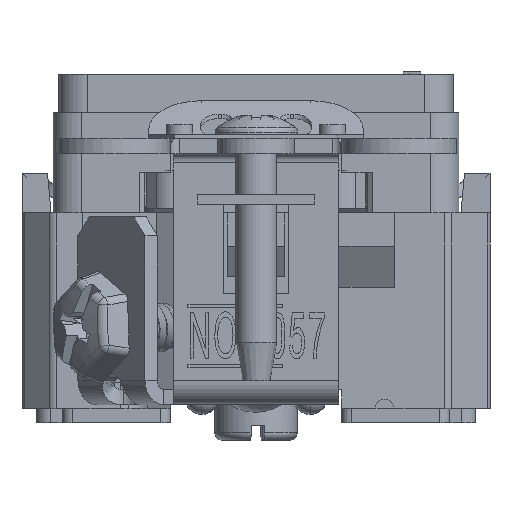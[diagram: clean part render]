
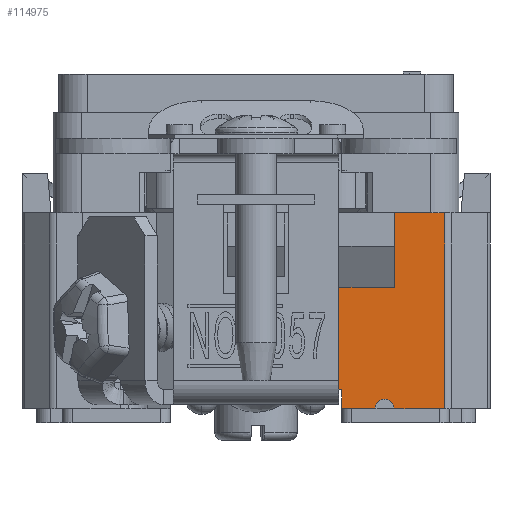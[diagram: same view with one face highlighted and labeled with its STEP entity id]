
A CAD part, front view. The second image highlights one B-rep face of the part: STEP entity #114975.
In plain terms, the highlighted planar face has unit normal (0, -1, 0).
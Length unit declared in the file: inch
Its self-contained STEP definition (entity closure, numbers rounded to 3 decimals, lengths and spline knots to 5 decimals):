
#160 = AXIS2_PLACEMENT_3D ( 'NONE', #56371, #25275, #98298 ) ;
#1291 = ORIENTED_EDGE ( 'NONE', *, *, #113781, .F. ) ;
#2052 = EDGE_CURVE ( 'NONE', #42271, #16571, #50769, .T. ) ;
#4305 = LINE ( 'NONE', #118713, #45553 ) ;
#5018 = CARTESIAN_POINT ( 'NONE',  ( 0., -1.2135, -0.32 ) ) ;
#6824 = VERTEX_POINT ( 'NONE', #27981 ) ;
#9060 = CARTESIAN_POINT ( 'NONE',  ( 0.61666, -1.2135, -0.32 ) ) ;
#13217 = LINE ( 'NONE', #53972, #136020 ) ;
#13417 = VECTOR ( 'NONE', #111752, 39.37008 ) ;
#16172 = CARTESIAN_POINT ( 'NONE',  ( 0.389, -1.2135, -0.32 ) ) ;
#16571 = VERTEX_POINT ( 'NONE', #16172 ) ;
#16887 = CARTESIAN_POINT ( 'NONE',  ( 0.25122, -1.2135, 0.076 ) ) ;
#17591 = CARTESIAN_POINT ( 'NONE',  ( 0., -1.2135, -0.258 ) ) ;
#19114 = EDGE_CURVE ( 'NONE', #85997, #95213, #79136, .T. ) ;
#19421 = CARTESIAN_POINT ( 'NONE',  ( 0.61666, -1.2135, -0.32 ) ) ;
#21977 = ORIENTED_EDGE ( 'NONE', *, *, #121517, .F. ) ;
#22178 = VERTEX_POINT ( 'NONE', #50892 ) ;
#22434 = CARTESIAN_POINT ( 'NONE',  ( 0.281, -1.2135, -0.32 ) ) ;
#24731 = VECTOR ( 'NONE', #61492, 39.37008 ) ;
#25275 = DIRECTION ( 'NONE',  ( 0., -1., 0. ) ) ;
#26091 = CARTESIAN_POINT ( 'NONE',  ( 0.25122, -1.2135, -0.32 ) ) ;
#26967 = EDGE_CURVE ( 'NONE', #54043, #22178, #30459, .T. ) ;
#27981 = CARTESIAN_POINT ( 'NONE',  ( 0.453, -1.2135, 0.32 ) ) ;
#29103 = VECTOR ( 'NONE', #36043, 39.37008 ) ;
#30459 = LINE ( 'NONE', #19421, #24731 ) ;
#31331 = FACE_OUTER_BOUND ( 'NONE', #65159, .T. ) ;
#31396 = VECTOR ( 'NONE', #88816, 39.37008 ) ;
#36043 = DIRECTION ( 'NONE',  ( 1., 0., 0. ) ) ;
#37354 = CARTESIAN_POINT ( 'NONE',  ( 0.453, -1.2135, 0.076 ) ) ;
#38949 = LINE ( 'NONE', #17591, #105334 ) ;
#42271 = VERTEX_POINT ( 'NONE', #59489 ) ;
#42597 = AXIS2_PLACEMENT_3D ( 'NONE', #5018, #58145, #66408 ) ;
#44039 = DIRECTION ( 'NONE',  ( 0., 0., 1. ) ) ;
#45553 = VECTOR ( 'NONE', #108393, 39.37008 ) ;
#48486 = VERTEX_POINT ( 'NONE', #37354 ) ;
#49326 = ORIENTED_EDGE ( 'NONE', *, *, #94193, .T. ) ;
#50769 = CIRCLE ( 'NONE', #160, 0.031 ) ;
#50892 = CARTESIAN_POINT ( 'NONE',  ( 0.61666, -1.2135, 0.32 ) ) ;
#51758 = LINE ( 'NONE', #60726, #13417 ) ;
#53972 = CARTESIAN_POINT ( 'NONE',  ( 0., -1.2135, -0.32 ) ) ;
#54043 = VERTEX_POINT ( 'NONE', #9060 ) ;
#56371 = CARTESIAN_POINT ( 'NONE',  ( 0.42, -1.2135, -0.32 ) ) ;
#56535 = CARTESIAN_POINT ( 'NONE',  ( 0.453, -1.2135, -0.32 ) ) ;
#56680 = EDGE_CURVE ( 'NONE', #42271, #54043, #4305, .T. ) ;
#58145 = DIRECTION ( 'NONE',  ( 0., -1., 0. ) ) ;
#58729 = VECTOR ( 'NONE', #67281, 39.37008 ) ;
#59489 = CARTESIAN_POINT ( 'NONE',  ( 0.451, -1.2135, -0.32 ) ) ;
#60726 = CARTESIAN_POINT ( 'NONE',  ( 0., -1.2135, -0.258 ) ) ;
#61492 = DIRECTION ( 'NONE',  ( 0., 0., 1. ) ) ;
#61737 = DIRECTION ( 'NONE',  ( -1., 0., 0. ) ) ;
#63281 = VERTEX_POINT ( 'NONE', #123983 ) ;
#65159 = EDGE_LOOP ( 'NONE', ( #102289, #49326, #129946, #127483, #70382, #69834, #118959, #123187, #77392, #21977, #1291 ) ) ;
#66408 = DIRECTION ( 'NONE',  ( 0., 0., -1. ) ) ;
#67162 = VERTEX_POINT ( 'NONE', #125424 ) ;
#67281 = DIRECTION ( 'NONE',  ( 1., 0., 0. ) ) ;
#69834 = ORIENTED_EDGE ( 'NONE', *, *, #123785, .F. ) ;
#70382 = ORIENTED_EDGE ( 'NONE', *, *, #26967, .T. ) ;
#77392 = ORIENTED_EDGE ( 'NONE', *, *, #19114, .F. ) ;
#77814 = DIRECTION ( 'NONE',  ( 0., 0., 1. ) ) ;
#78113 = LINE ( 'NONE', #107086, #29103 ) ;
#79136 = LINE ( 'NONE', #26091, #31396 ) ;
#85997 = VERTEX_POINT ( 'NONE', #136259 ) ;
#88816 = DIRECTION ( 'NONE',  ( 0., 0., 1. ) ) ;
#88911 = EDGE_CURVE ( 'NONE', #91197, #67162, #106126, .T. ) ;
#91197 = VERTEX_POINT ( 'NONE', #22434 ) ;
#94193 = EDGE_CURVE ( 'NONE', #91197, #16571, #13217, .T. ) ;
#94564 = EDGE_CURVE ( 'NONE', #48486, #6824, #119190, .T. ) ;
#95213 = VERTEX_POINT ( 'NONE', #129573 ) ;
#98298 = DIRECTION ( 'NONE',  ( 0., 0., -1. ) ) ;
#98307 = VECTOR ( 'NONE', #77814, 39.37008 ) ;
#101434 = VECTOR ( 'NONE', #44039, 39.37008 ) ;
#102289 = ORIENTED_EDGE ( 'NONE', *, *, #88911, .F. ) ;
#105334 = VECTOR ( 'NONE', #61737, 39.37008 ) ;
#106126 = LINE ( 'NONE', #127514, #101434 ) ;
#106286 = DIRECTION ( 'NONE',  ( 1., 0., 0. ) ) ;
#107086 = CARTESIAN_POINT ( 'NONE',  ( 0., -1.2135, 0.32 ) ) ;
#108393 = DIRECTION ( 'NONE',  ( 1., 0., 0. ) ) ;
#111752 = DIRECTION ( 'NONE',  ( -1., 0., 0. ) ) ;
#113781 = EDGE_CURVE ( 'NONE', #67162, #63281, #51758, .T. ) ;
#114975 = ADVANCED_FACE ( 'NONE', ( #31331 ), #115444, .T. ) ;
#115444 = PLANE ( 'NONE',  #42597 ) ;
#117658 = LINE ( 'NONE', #16887, #58729 ) ;
#118713 = CARTESIAN_POINT ( 'NONE',  ( 0., -1.2135, -0.32 ) ) ;
#118959 = ORIENTED_EDGE ( 'NONE', *, *, #94564, .F. ) ;
#119190 = LINE ( 'NONE', #56535, #98307 ) ;
#120047 = EDGE_CURVE ( 'NONE', #95213, #48486, #117658, .T. ) ;
#121517 = EDGE_CURVE ( 'NONE', #63281, #85997, #38949, .T. ) ;
#123187 = ORIENTED_EDGE ( 'NONE', *, *, #120047, .F. ) ;
#123785 = EDGE_CURVE ( 'NONE', #6824, #22178, #78113, .T. ) ;
#123983 = CARTESIAN_POINT ( 'NONE',  ( 0.27, -1.2135, -0.258 ) ) ;
#125424 = CARTESIAN_POINT ( 'NONE',  ( 0.281, -1.2135, -0.258 ) ) ;
#127483 = ORIENTED_EDGE ( 'NONE', *, *, #56680, .T. ) ;
#127514 = CARTESIAN_POINT ( 'NONE',  ( 0.281, -1.2135, -0.32 ) ) ;
#129573 = CARTESIAN_POINT ( 'NONE',  ( 0.25122, -1.2135, 0.076 ) ) ;
#129946 = ORIENTED_EDGE ( 'NONE', *, *, #2052, .F. ) ;
#136020 = VECTOR ( 'NONE', #106286, 39.37008 ) ;
#136259 = CARTESIAN_POINT ( 'NONE',  ( 0.25122, -1.2135, -0.258 ) ) ;
